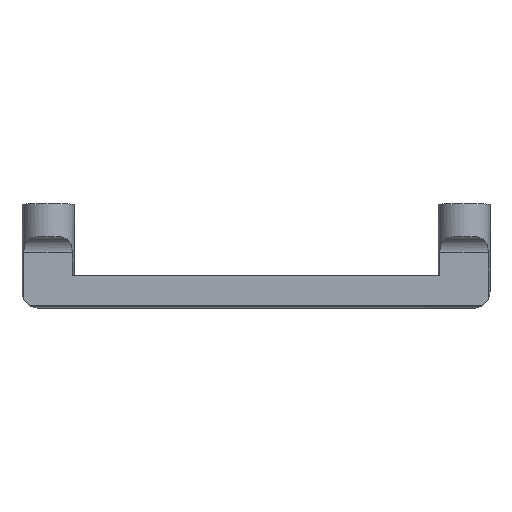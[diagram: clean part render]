
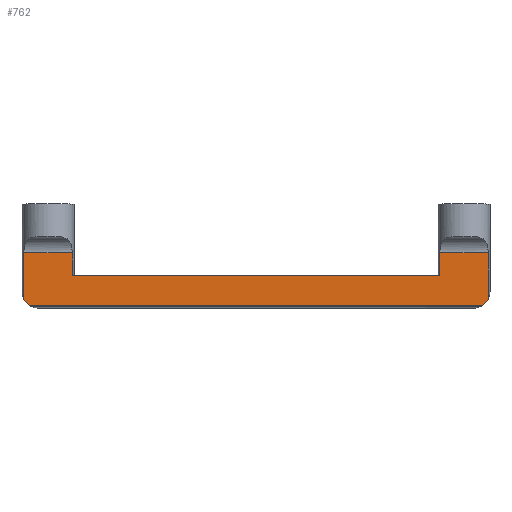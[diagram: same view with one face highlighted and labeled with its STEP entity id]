
A CAD part, top view. The second image highlights one B-rep face of the part: STEP entity #762.
In plain terms, the highlighted planar face has unit normal (0, 0, 1).
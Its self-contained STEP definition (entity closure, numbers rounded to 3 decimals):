
#762=ADVANCED_FACE('',(#1531),#1532,.T.);
#1531=FACE_OUTER_BOUND('',#2323,.T.);
#1532=PLANE('',#2324);
#2323=EDGE_LOOP('',(#4199,#4200,#4201,#4202,#4203,#4204,#4205,#4206,#4207,#4208));
#2324=AXIS2_PLACEMENT_3D('',#4209,#4210,#4211);
#4199=ORIENTED_EDGE('',*,*,#5229,.T.);
#4200=ORIENTED_EDGE('',*,*,#5246,.T.);
#4201=ORIENTED_EDGE('',*,*,#5232,.T.);
#4202=ORIENTED_EDGE('',*,*,#5244,.T.);
#4203=ORIENTED_EDGE('',*,*,#5247,.F.);
#4204=ORIENTED_EDGE('',*,*,#5241,.T.);
#4205=ORIENTED_EDGE('',*,*,#5248,.T.);
#4206=ORIENTED_EDGE('',*,*,#5249,.T.);
#4207=ORIENTED_EDGE('',*,*,#5250,.F.);
#4208=ORIENTED_EDGE('',*,*,#5251,.T.);
#4209=CARTESIAN_POINT('',(64.0,-27.0,3.0));
#4210=DIRECTION('',(0.0,0.0,1.0));
#4211=DIRECTION('',(1.0,0.0,0.0));
#5229=EDGE_CURVE('',#6260,#6270,#6272,.T.);
#5232=EDGE_CURVE('',#6276,#6274,#6277,.T.);
#5241=EDGE_CURVE('',#6291,#6289,#6292,.T.);
#5244=EDGE_CURVE('',#6274,#6295,#6297,.T.);
#5246=EDGE_CURVE('',#6270,#6276,#6299,.T.);
#5247=EDGE_CURVE('',#6291,#6295,#6300,.T.);
#5248=EDGE_CURVE('',#6289,#6301,#6302,.T.);
#5249=EDGE_CURVE('',#6301,#6303,#6304,.T.);
#5250=EDGE_CURVE('',#6305,#6303,#6306,.T.);
#5251=EDGE_CURVE('',#6305,#6260,#6307,.T.);
#6260=VERTEX_POINT('',#8042);
#6270=VERTEX_POINT('',#8116);
#6272=CIRCLE('',#8127,5.);
#6274=VERTEX_POINT('',#8129);
#6276=VERTEX_POINT('',#8152);
#6277=CIRCLE('',#8153,5.);
#6289=VERTEX_POINT('',#8217);
#6291=VERTEX_POINT('',#8219);
#6292=LINE('',#8220,#8221);
#6295=VERTEX_POINT('',#8278);
#6297=LINE('',#8334,#8335);
#6299=LINE('',#8337,#8338);
#6300=LINE('',#8339,#8340);
#6301=VERTEX_POINT('',#8341);
#6302=LINE('',#8342,#8343);
#6303=VERTEX_POINT('',#8344);
#6304=LINE('',#8345,#8346);
#6305=VERTEX_POINT('',#8347);
#6306=LINE('',#8348,#8349);
#6307=LINE('',#8350,#8351);
#8042=CARTESIAN_POINT('',(-7.416,-29.355,3.0));
#8116=CARTESIAN_POINT('',(-5.711,-31.211,3.0));
#8127=AXIS2_PLACEMENT_3D('',#9554,#9555,#9556);
#8129=CARTESIAN_POINT('',(135.416,-29.355,3.0));
#8152=CARTESIAN_POINT('',(133.711,-31.211,3.0));
#8153=AXIS2_PLACEMENT_3D('',#9557,#9558,#9559);
#8217=CARTESIAN_POINT('',(120.584,-22.0,3.0));
#8219=CARTESIAN_POINT('',(120.584,-15.005,3.0));
#8220=CARTESIAN_POINT('',(120.584,-23.108,3.0));
#8221=VECTOR('',#9569,1.0);
#8278=CARTESIAN_POINT('',(135.416,-15.005,3.0));
#8334=CARTESIAN_POINT('',(135.416,-23.108,3.0));
#8335=VECTOR('',#9570,1.0);
#8337=CARTESIAN_POINT('',(-8.0,-31.211,3.0));
#8338=VECTOR('',#9571,1.0);
#8339=CARTESIAN_POINT('',(-8.0,-15.005,3.0));
#8340=VECTOR('',#9572,1.0);
#8341=CARTESIAN_POINT('',(7.416,-22.0,3.0));
#8342=CARTESIAN_POINT('',(64.0,-22.0,3.0));
#8343=VECTOR('',#9573,1.0);
#8344=CARTESIAN_POINT('',(7.416,-15.005,3.0));
#8345=CARTESIAN_POINT('',(7.416,-23.108,3.0));
#8346=VECTOR('',#9574,1.0);
#8347=CARTESIAN_POINT('',(-7.416,-15.005,3.0));
#8348=CARTESIAN_POINT('',(-8.0,-15.005,3.0));
#8349=VECTOR('',#9575,1.0);
#8350=CARTESIAN_POINT('',(-7.416,-23.108,3.0));
#8351=VECTOR('',#9576,1.0);
#9554=CARTESIAN_POINT('',(-3.,-27.01,3.0));
#9555=DIRECTION('',(0.0,0.0,1.0));
#9556=DIRECTION('',(-1.0,0.,0.0));
#9557=CARTESIAN_POINT('',(131.,-27.01,3.0));
#9558=DIRECTION('',(0.0,0.0,1.0));
#9559=DIRECTION('',(0.,-1.0,0.0));
#9569=DIRECTION('',(-0.0,-1.0,-0.0));
#9570=DIRECTION('',(0.0,1.0,0.0));
#9571=DIRECTION('',(1.0,0.0,0.0));
#9572=DIRECTION('',(1.0,0.0,0.0));
#9573=DIRECTION('',(-1.0,0.0,0.0));
#9574=DIRECTION('',(0.0,1.0,0.0));
#9575=DIRECTION('',(1.0,0.0,0.0));
#9576=DIRECTION('',(-0.0,-1.0,-0.0));
